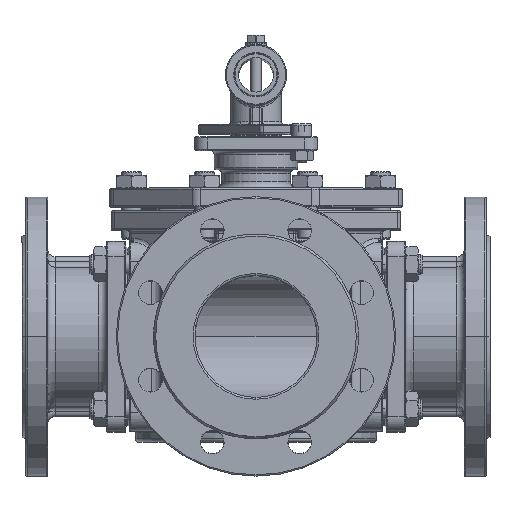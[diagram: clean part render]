
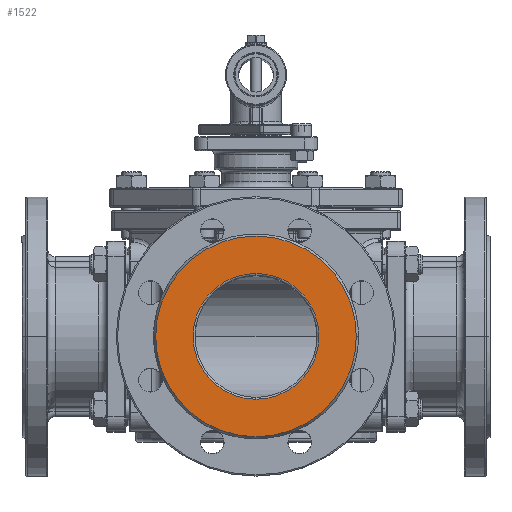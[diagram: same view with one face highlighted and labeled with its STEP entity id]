
A CAD part, top view. The second image highlights one B-rep face of the part: STEP entity #1522.
In plain terms, the highlighted planar face has unit normal (0, 0, 1).
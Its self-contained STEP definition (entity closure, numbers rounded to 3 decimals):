
#1522 = ADVANCED_FACE ( 'NONE', ( #25317, #25325 ), #28040, .F. ) ;
#6888 = CIRCLE ( 'NONE', #87791, 79. ) ;
#7618 = EDGE_LOOP ( 'NONE', ( #13817, #13818 ) ) ;
#7620 = EDGE_LOOP ( 'NONE', ( #13814, #13815 ) ) ;
#10559 = CARTESIAN_POINT ( 'NONE',  ( 0., 0., 184.2 ) ) ;
#10562 = DIRECTION ( 'NONE',  ( 0., 0., -1. ) ) ;
#10565 = DIRECTION ( 'NONE',  ( -1., 0., 0. ) ) ;
#13814 = ORIENTED_EDGE ( 'NONE', *, *, #71633, .T. ) ;
#13815 = ORIENTED_EDGE ( 'NONE', *, *, #37073, .T. ) ;
#13817 = ORIENTED_EDGE ( 'NONE', *, *, #14985, .F. ) ;
#13818 = ORIENTED_EDGE ( 'NONE', *, *, #37400, .F. ) ;
#14985 = EDGE_CURVE ( 'NONE', #23631, #23415, #6888, .T. ) ;
#18773 = CIRCLE ( 'NONE', #30173, 49.5 ) ;
#19111 = CIRCLE ( 'NONE', #30347, 79. ) ;
#21603 = CARTESIAN_POINT ( 'NONE',  ( 79., 0., 184.2 ) ) ;
#21754 = CARTESIAN_POINT ( 'NONE',  ( -79., 0., 184.2 ) ) ;
#21829 = CARTESIAN_POINT ( 'NONE',  ( 0., -49.5, 184.2 ) ) ;
#21952 = CARTESIAN_POINT ( 'NONE',  ( 0., 49.5, 184.2 ) ) ;
#23415 = VERTEX_POINT ( 'NONE', #21603 ) ;
#23631 = VERTEX_POINT ( 'NONE', #21754 ) ;
#25317 = FACE_BOUND ( 'NONE', #7620, .T. ) ;
#25325 = FACE_OUTER_BOUND ( 'NONE', #7618, .T. ) ;
#25351 = VERTEX_POINT ( 'NONE', #21829 ) ;
#25704 = VERTEX_POINT ( 'NONE', #21952 ) ;
#26940 = AXIS2_PLACEMENT_3D ( 'NONE', #28054, #28056, #28057 ) ;
#28040 = PLANE ( 'NONE',  #26940 ) ;
#28054 = CARTESIAN_POINT ( 'NONE',  ( 0., 79., 184.2 ) ) ;
#28056 = DIRECTION ( 'NONE',  ( 0., 0., -1. ) ) ;
#28057 = DIRECTION ( 'NONE',  ( -1., 0., 0. ) ) ;
#30173 = AXIS2_PLACEMENT_3D ( 'NONE', #33310, #33311, #33312 ) ;
#30347 = AXIS2_PLACEMENT_3D ( 'NONE', #34171, #34172, #34173 ) ;
#30715 = AXIS2_PLACEMENT_3D ( 'NONE', #37660, #37662, #37664 ) ;
#33310 = CARTESIAN_POINT ( 'NONE',  ( 0., 0., 184.2 ) ) ;
#33311 = DIRECTION ( 'NONE',  ( 0., 0., -1. ) ) ;
#33312 = DIRECTION ( 'NONE',  ( 0., 1., 0. ) ) ;
#34171 = CARTESIAN_POINT ( 'NONE',  ( 0., 0., 184.2 ) ) ;
#34172 = DIRECTION ( 'NONE',  ( 0., 0., -1. ) ) ;
#34173 = DIRECTION ( 'NONE',  ( -1., 0., 0. ) ) ;
#35437 = CIRCLE ( 'NONE', #30715, 49.5 ) ;
#37073 = EDGE_CURVE ( 'NONE', #25351, #25704, #18773, .T. ) ;
#37400 = EDGE_CURVE ( 'NONE', #23415, #23631, #19111, .T. ) ;
#37660 = CARTESIAN_POINT ( 'NONE',  ( 0., 0., 184.2 ) ) ;
#37662 = DIRECTION ( 'NONE',  ( 0., 0., -1. ) ) ;
#37664 = DIRECTION ( 'NONE',  ( 0., 1., 0. ) ) ;
#71633 = EDGE_CURVE ( 'NONE', #25704, #25351, #35437, .T. ) ;
#87791 = AXIS2_PLACEMENT_3D ( 'NONE', #10559, #10562, #10565 ) ;
